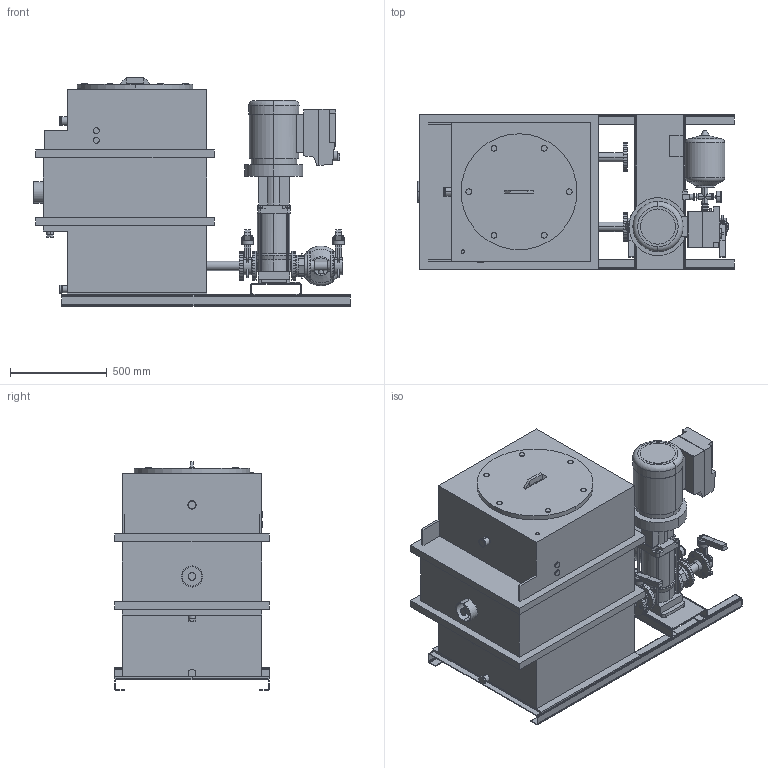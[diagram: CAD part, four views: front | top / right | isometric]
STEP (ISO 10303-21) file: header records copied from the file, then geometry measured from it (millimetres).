
FILE_DESCRIPTION(('no description'),'unknown implementation level');
FILE_NAME('Honeywell 06-2016_CBU146-40A-060_3D.stp',' ',('pit-cup GmbH'),('ccLab - KiM Gmbh - www.kimweb.de'),'unknown preprocess','ACIS','unknown authorization');
FILE_SCHEMA(('automotive_design'));
Length unit declared in the file: millimetre
Products named in the file (11): 1; 2; 3; 4; 5; 6; 7; 8; 9; 10; 11
Bounding box: 1640.3 x 800 x 1185 mm (x, y, z)
Volume: 667805409 mm3; surface area: 8823056.6 mm2
Topology: 11 solids, 20 shells, 2682 faces, 7380 edges, 4874 vertices
Faces by surface type: plane 2340, cylinder 250, cone 70, torus 22
Entity records: 168097 total; most frequent: CARTESIAN_POINT 16063, STYLED_ITEM 14947, PRESENTATION_STYLE_ASSIGNMENT 14947, COLOUR_RGB 14947, ORIENTED_EDGE 14760, DIRECTION 13453, EDGE_CURVE 7380, CURVE_STYLE 7380
